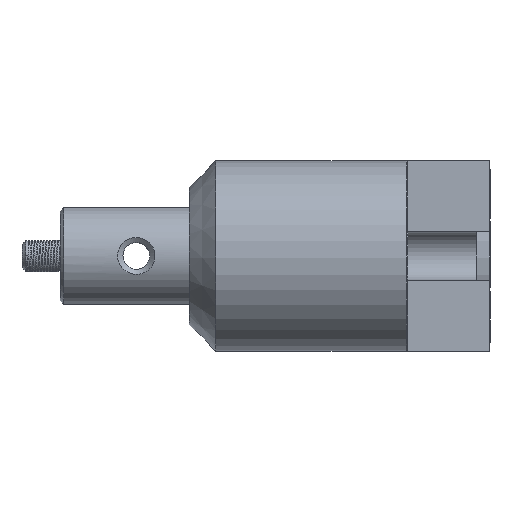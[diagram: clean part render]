
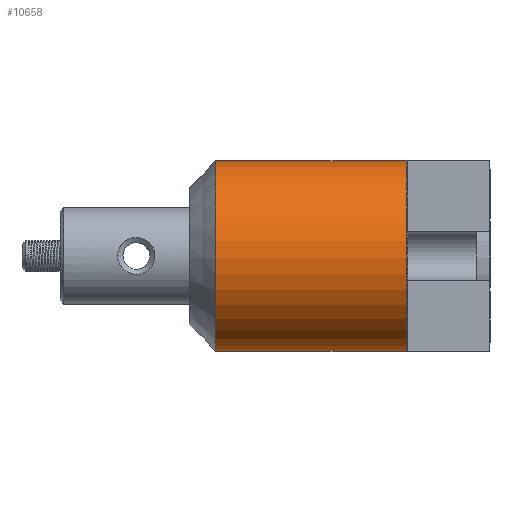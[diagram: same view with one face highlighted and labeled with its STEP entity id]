
A CAD part, left-side view. The second image highlights one B-rep face of the part: STEP entity #10658.
In plain terms, the highlighted cylindrical face has radius 12.5 mm (diameter 25 mm), a full revolution.
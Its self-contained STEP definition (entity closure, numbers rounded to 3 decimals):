
#280=B_SPLINE_CURVE_WITH_KNOTS('',3,(#15200,#15201,#15202,#15203,#15204,
#15205,#15206,#15207,#15208,#15209),.UNSPECIFIED.,.F.,.F.,(4,2,2,2,4),(0.312,
0.39,0.468,0.546,0.624),
 .UNSPECIFIED.);
#281=B_SPLINE_CURVE_WITH_KNOTS('',3,(#15211,#15212,#15213,#15214,#15215,
#15216,#15217,#15218,#15219,#15220,#15221,#15222,#15223,#15224,#15225,#15226,
#15227,#15228,#15229),.UNSPECIFIED.,.F.,.F.,(4,2,2,2,3,2,2,2,4),(0.936,
1.014,1.092,1.17,1.248,1.326,
1.404,1.482,1.56),.UNSPECIFIED.);
#282=B_SPLINE_CURVE_WITH_KNOTS('',3,(#15230,#15231,#15232,#15233,#15234,
#15235,#15236,#15237,#15238,#15239),.UNSPECIFIED.,.F.,.F.,(4,2,2,2,4),(0.624,
0.702,0.78,0.858,0.936),
 .UNSPECIFIED.);
#430=LINE('',#15249,#1430);
#1430=VECTOR('',#12351,12.5);
#2428=CYLINDRICAL_SURFACE('',#11400,12.5);
#2616=FACE_BOUND('',#3235,.T.);
#2652=FACE_OUTER_BOUND('',#3234,.T.);
#3234=EDGE_LOOP('',(#6950,#6951,#6952,#6953,#6954,#6955));
#3235=EDGE_LOOP('',(#6956,#6957,#6958));
#3844=CIRCLE('',#11398,12.5);
#3845=CIRCLE('',#11399,12.5);
#3846=CIRCLE('',#11401,12.5);
#3847=CIRCLE('',#11402,12.5);
#4166=VERTEX_POINT('',#15198);
#4167=VERTEX_POINT('',#15199);
#4168=VERTEX_POINT('',#15210);
#4169=VERTEX_POINT('',#15242);
#4170=VERTEX_POINT('',#15244);
#4171=VERTEX_POINT('',#15248);
#4172=VERTEX_POINT('',#15250);
#5275=EDGE_CURVE('',#4166,#4167,#280,.T.);
#5276=EDGE_CURVE('',#4168,#4166,#281,.T.);
#5277=EDGE_CURVE('',#4167,#4168,#282,.T.);
#5280=EDGE_CURVE('',#4169,#4170,#3844,.T.);
#5281=EDGE_CURVE('',#4170,#4169,#3845,.T.);
#5282=EDGE_CURVE('',#4170,#4171,#430,.T.);
#5283=EDGE_CURVE('',#4172,#4171,#3846,.T.);
#5284=EDGE_CURVE('',#4171,#4172,#3847,.T.);
#6950=ORIENTED_EDGE('',*,*,#5280,.F.);
#6951=ORIENTED_EDGE('',*,*,#5281,.F.);
#6952=ORIENTED_EDGE('',*,*,#5282,.T.);
#6953=ORIENTED_EDGE('',*,*,#5283,.F.);
#6954=ORIENTED_EDGE('',*,*,#5284,.F.);
#6955=ORIENTED_EDGE('',*,*,#5282,.F.);
#6956=ORIENTED_EDGE('',*,*,#5275,.T.);
#6957=ORIENTED_EDGE('',*,*,#5277,.T.);
#6958=ORIENTED_EDGE('',*,*,#5276,.T.);
#10658=ADVANCED_FACE('',(#2652,#2616),#2428,.T.);
#11398=AXIS2_PLACEMENT_3D('',#15245,#12345,#12346);
#11399=AXIS2_PLACEMENT_3D('',#15246,#12347,#12348);
#11400=AXIS2_PLACEMENT_3D('',#15247,#12349,#12350);
#11401=AXIS2_PLACEMENT_3D('',#15251,#12352,#12353);
#11402=AXIS2_PLACEMENT_3D('',#15252,#12354,#12355);
#12345=DIRECTION('center_axis',(0.,0.,1.));
#12346=DIRECTION('ref_axis',(-1.,0.,0.));
#12347=DIRECTION('center_axis',(0.,0.,1.));
#12348=DIRECTION('ref_axis',(-1.,0.,0.));
#12349=DIRECTION('center_axis',(0.,0.,1.));
#12350=DIRECTION('ref_axis',(1.,0.,0.));
#12351=DIRECTION('',(0.,0.,-1.));
#12352=DIRECTION('center_axis',(0.,0.,-1.));
#12353=DIRECTION('ref_axis',(-1.,0.,0.));
#12354=DIRECTION('center_axis',(0.,0.,-1.));
#12355=DIRECTION('ref_axis',(-1.,0.,0.));
#15198=CARTESIAN_POINT('',(12.5,0.,11.933));
#15199=CARTESIAN_POINT('',(12.328,-2.067,14.));
#15200=CARTESIAN_POINT('Ctrl Pts',(12.5,0.,11.933));
#15201=CARTESIAN_POINT('Ctrl Pts',(12.5,-0.26,11.933));
#15202=CARTESIAN_POINT('Ctrl Pts',(12.491,-0.537,
11.985));
#15203=CARTESIAN_POINT('Ctrl Pts',(12.459,-1.046,12.196));
#15204=CARTESIAN_POINT('Ctrl Pts',(12.436,-1.278,12.355));
#15205=CARTESIAN_POINT('Ctrl Pts',(12.393,-1.645,12.722));
#15206=CARTESIAN_POINT('Ctrl Pts',(12.37,-1.804,12.954));
#15207=CARTESIAN_POINT('Ctrl Pts',(12.337,-2.015,13.463));
#15208=CARTESIAN_POINT('Ctrl Pts',(12.328,-2.067,13.74));
#15209=CARTESIAN_POINT('Ctrl Pts',(12.328,-2.067,14.));
#15210=CARTESIAN_POINT('',(12.5,0.,16.067));
#15211=CARTESIAN_POINT('Ctrl Pts',(12.5,0.,16.067));
#15212=CARTESIAN_POINT('Ctrl Pts',(12.5,0.26,16.067));
#15213=CARTESIAN_POINT('Ctrl Pts',(12.491,0.537,16.015));
#15214=CARTESIAN_POINT('Ctrl Pts',(12.459,1.046,15.804));
#15215=CARTESIAN_POINT('Ctrl Pts',(12.436,1.278,15.645));
#15216=CARTESIAN_POINT('Ctrl Pts',(12.393,1.645,15.278));
#15217=CARTESIAN_POINT('Ctrl Pts',(12.37,1.804,15.046));
#15218=CARTESIAN_POINT('Ctrl Pts',(12.337,2.015,14.537));
#15219=CARTESIAN_POINT('Ctrl Pts',(12.328,2.067,14.26));
#15220=CARTESIAN_POINT('Ctrl Pts',(12.328,2.067,14.));
#15221=CARTESIAN_POINT('Ctrl Pts',(12.328,2.067,13.74));
#15222=CARTESIAN_POINT('Ctrl Pts',(12.337,2.015,13.463));
#15223=CARTESIAN_POINT('Ctrl Pts',(12.37,1.804,12.954));
#15224=CARTESIAN_POINT('Ctrl Pts',(12.393,1.645,12.722));
#15225=CARTESIAN_POINT('Ctrl Pts',(12.436,1.278,12.355));
#15226=CARTESIAN_POINT('Ctrl Pts',(12.459,1.046,12.196));
#15227=CARTESIAN_POINT('Ctrl Pts',(12.491,0.537,11.985));
#15228=CARTESIAN_POINT('Ctrl Pts',(12.5,0.26,11.933));
#15229=CARTESIAN_POINT('Ctrl Pts',(12.5,0.,11.933));
#15230=CARTESIAN_POINT('Ctrl Pts',(12.328,-2.067,14.));
#15231=CARTESIAN_POINT('Ctrl Pts',(12.328,-2.067,14.26));
#15232=CARTESIAN_POINT('Ctrl Pts',(12.337,-2.015,14.537));
#15233=CARTESIAN_POINT('Ctrl Pts',(12.37,-1.804,15.046));
#15234=CARTESIAN_POINT('Ctrl Pts',(12.393,-1.645,15.278));
#15235=CARTESIAN_POINT('Ctrl Pts',(12.436,-1.278,15.645));
#15236=CARTESIAN_POINT('Ctrl Pts',(12.459,-1.046,15.804));
#15237=CARTESIAN_POINT('Ctrl Pts',(12.491,-0.537,
16.015));
#15238=CARTESIAN_POINT('Ctrl Pts',(12.5,-0.26,16.067));
#15239=CARTESIAN_POINT('Ctrl Pts',(12.5,0.,16.067));
#15242=CARTESIAN_POINT('',(12.5,0.,25.5));
#15244=CARTESIAN_POINT('',(-12.5,0.,25.5));
#15245=CARTESIAN_POINT('Origin',(0.,0.,25.5));
#15246=CARTESIAN_POINT('Origin',(0.,0.,25.5));
#15247=CARTESIAN_POINT('Origin',(0.,0.,0.));
#15248=CARTESIAN_POINT('',(-12.5,0.,0.5));
#15249=CARTESIAN_POINT('',(-12.5,0.,0.));
#15250=CARTESIAN_POINT('',(12.5,0.,0.5));
#15251=CARTESIAN_POINT('Origin',(0.,0.,0.5));
#15252=CARTESIAN_POINT('Origin',(0.,0.,0.5));
